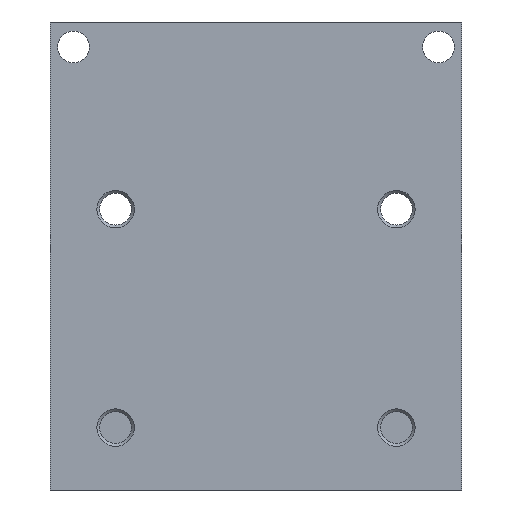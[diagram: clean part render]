
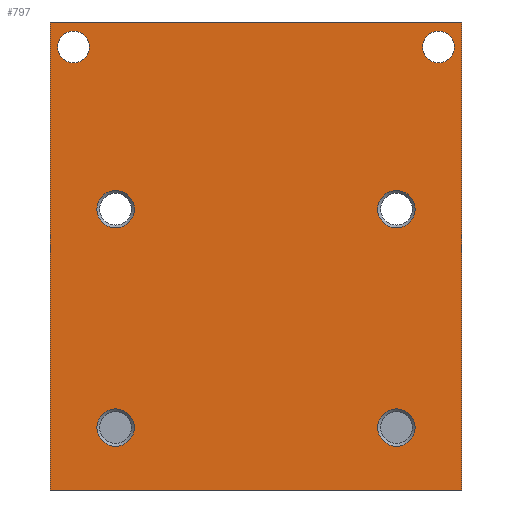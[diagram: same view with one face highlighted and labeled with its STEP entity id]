
A CAD part, front view. The second image highlights one B-rep face of the part: STEP entity #797.
In plain terms, the highlighted planar face has unit normal (0, -1, 0).
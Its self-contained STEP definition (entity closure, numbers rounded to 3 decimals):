
#19=FACE_BOUND('',#143,.T.);
#20=FACE_BOUND('',#144,.T.);
#21=FACE_BOUND('',#145,.T.);
#22=FACE_BOUND('',#146,.T.);
#23=FACE_BOUND('',#147,.T.);
#24=FACE_BOUND('',#148,.T.);
#32=CIRCLE('',#828,3.);
#35=CIRCLE('',#834,3.);
#38=CIRCLE('',#840,3.);
#41=CIRCLE('',#845,3.);
#46=CIRCLE('',#853,2.55);
#49=CIRCLE('',#858,2.55);
#95=FACE_OUTER_BOUND('',#142,.T.);
#142=EDGE_LOOP('',(#691,#692,#693,#694));
#143=EDGE_LOOP('',(#695));
#144=EDGE_LOOP('',(#696));
#145=EDGE_LOOP('',(#697));
#146=EDGE_LOOP('',(#698));
#147=EDGE_LOOP('',(#699));
#148=EDGE_LOOP('',(#700));
#216=LINE('',#1260,#306);
#238=LINE('',#1302,#328);
#239=LINE('',#1305,#329);
#240=LINE('',#1306,#330);
#306=VECTOR('',#1033,10.);
#328=VECTOR('',#1077,10.);
#329=VECTOR('',#1080,10.);
#330=VECTOR('',#1081,10.);
#369=VERTEX_POINT('',#1186);
#372=VERTEX_POINT('',#1197);
#375=VERTEX_POINT('',#1208);
#378=VERTEX_POINT('',#1218);
#383=VERTEX_POINT('',#1234);
#386=VERTEX_POINT('',#1244);
#391=VERTEX_POINT('',#1257);
#392=VERTEX_POINT('',#1259);
#401=VERTEX_POINT('',#1299);
#402=VERTEX_POINT('',#1304);
#449=EDGE_CURVE('',#369,#369,#32,.T.);
#454=EDGE_CURVE('',#372,#372,#35,.T.);
#459=EDGE_CURVE('',#375,#375,#38,.T.);
#464=EDGE_CURVE('',#378,#378,#41,.T.);
#473=EDGE_CURVE('',#383,#383,#46,.T.);
#478=EDGE_CURVE('',#386,#386,#49,.T.);
#484=EDGE_CURVE('',#391,#392,#216,.T.);
#506=EDGE_CURVE('',#401,#392,#238,.T.);
#507=EDGE_CURVE('',#402,#401,#239,.F.);
#508=EDGE_CURVE('',#402,#391,#240,.F.);
#691=ORIENTED_EDGE('',*,*,#507,.T.);
#692=ORIENTED_EDGE('',*,*,#506,.T.);
#693=ORIENTED_EDGE('',*,*,#484,.F.);
#694=ORIENTED_EDGE('',*,*,#508,.F.);
#695=ORIENTED_EDGE('',*,*,#449,.T.);
#696=ORIENTED_EDGE('',*,*,#454,.T.);
#697=ORIENTED_EDGE('',*,*,#459,.T.);
#698=ORIENTED_EDGE('',*,*,#464,.T.);
#699=ORIENTED_EDGE('',*,*,#473,.T.);
#700=ORIENTED_EDGE('',*,*,#478,.T.);
#754=PLANE('',#872);
#797=ADVANCED_FACE('',(#95,#19,#20,#21,#22,#23,#24),#754,.T.);
#828=AXIS2_PLACEMENT_3D('',#1187,#950,#951);
#834=AXIS2_PLACEMENT_3D('',#1198,#964,#965);
#840=AXIS2_PLACEMENT_3D('',#1209,#978,#979);
#845=AXIS2_PLACEMENT_3D('',#1219,#990,#991);
#853=AXIS2_PLACEMENT_3D('',#1236,#1010,#1011);
#858=AXIS2_PLACEMENT_3D('',#1246,#1022,#1023);
#872=AXIS2_PLACEMENT_3D('',#1303,#1078,#1079);
#950=DIRECTION('center_axis',(0.,1.,0.));
#951=DIRECTION('ref_axis',(0.,0.,-1.));
#964=DIRECTION('center_axis',(0.,1.,0.));
#965=DIRECTION('ref_axis',(0.,0.,-1.));
#978=DIRECTION('center_axis',(0.,1.,0.));
#979=DIRECTION('ref_axis',(0.,0.,-1.));
#990=DIRECTION('center_axis',(0.,1.,0.));
#991=DIRECTION('ref_axis',(0.,0.,-1.));
#1010=DIRECTION('center_axis',(0.,1.,0.));
#1011=DIRECTION('ref_axis',(0.,0.,1.));
#1022=DIRECTION('center_axis',(0.,1.,0.));
#1023=DIRECTION('ref_axis',(0.,0.,1.));
#1033=DIRECTION('',(1.,0.,0.));
#1077=DIRECTION('',(0.,0.,1.));
#1078=DIRECTION('center_axis',(0.,-1.,0.));
#1079=DIRECTION('ref_axis',(1.,0.,0.));
#1080=DIRECTION('',(-1.,0.,0.));
#1081=DIRECTION('',(0.,0.,-1.));
#1186=CARTESIAN_POINT('',(7.5,-2.,13.));
#1187=CARTESIAN_POINT('Origin',(7.5,-2.,10.));
#1197=CARTESIAN_POINT('',(52.5,-2.,13.));
#1198=CARTESIAN_POINT('Origin',(52.5,-2.,10.));
#1208=CARTESIAN_POINT('',(7.5,-2.,48.));
#1209=CARTESIAN_POINT('Origin',(7.5,-2.,45.));
#1218=CARTESIAN_POINT('',(52.5,-2.,48.));
#1219=CARTESIAN_POINT('Origin',(52.5,-2.,45.));
#1234=CARTESIAN_POINT('',(59.25,-2.,68.45));
#1236=CARTESIAN_POINT('Origin',(59.25,-2.,71.));
#1244=CARTESIAN_POINT('',(0.75,-2.,68.45));
#1246=CARTESIAN_POINT('Origin',(0.75,-2.,71.));
#1257=CARTESIAN_POINT('',(-3.,-2.,75.));
#1259=CARTESIAN_POINT('',(63.,-2.,75.));
#1260=CARTESIAN_POINT('',(-3.,-2.,75.));
#1299=CARTESIAN_POINT('',(63.,-2.,0.));
#1302=CARTESIAN_POINT('',(63.,-2.,0.));
#1303=CARTESIAN_POINT('Origin',(0.,-2.,0.));
#1304=CARTESIAN_POINT('',(-3.,-2.,0.));
#1305=CARTESIAN_POINT('',(15.,-2.,0.));
#1306=CARTESIAN_POINT('',(-3.,-2.,0.));
